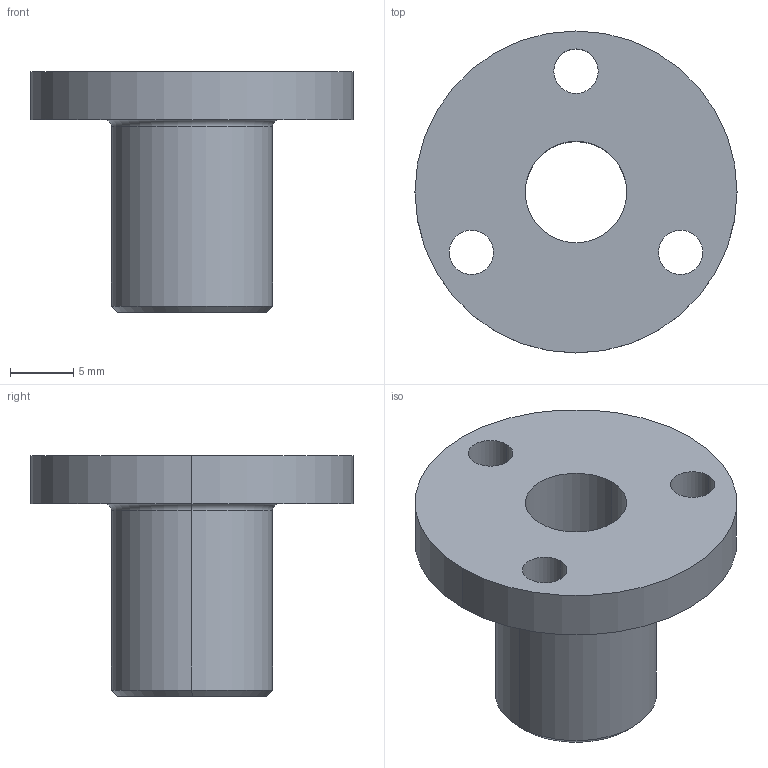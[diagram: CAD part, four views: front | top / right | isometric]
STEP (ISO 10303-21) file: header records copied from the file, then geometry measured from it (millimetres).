
FILE_DESCRIPTION (( 'STEP AP214' ), '1' );
FILE_NAME ('STP-LA-NRFD.STEP', '2020-11-02T14:34:19', ( '' ), ( '' ), 'SwSTEP 2.0', 'SolidWorks 2017', '' );
FILE_SCHEMA (( 'AUTOMOTIVE_DESIGN' ));
Length unit declared in the file: millimetre
Products named in the file (1): STP-LA-NRFD
Bounding box: 25.4 x 25.4 x 19 mm (x, y, z)
Volume: 2787.1 mm3; surface area: 2348 mm2
Topology: 1 solids, 1 shells, 19 faces, 44 edges, 28 vertices
Faces by surface type: cylinder 12, plane 3, torus 2, cone 2
Entity records: 606 total; most frequent: DIRECTION 114, CARTESIAN_POINT 92, ORIENTED_EDGE 88, AXIS2_PLACEMENT_3D 50, EDGE_CURVE 44, CIRCLE 30, VERTEX_POINT 28, EDGE_LOOP 28
